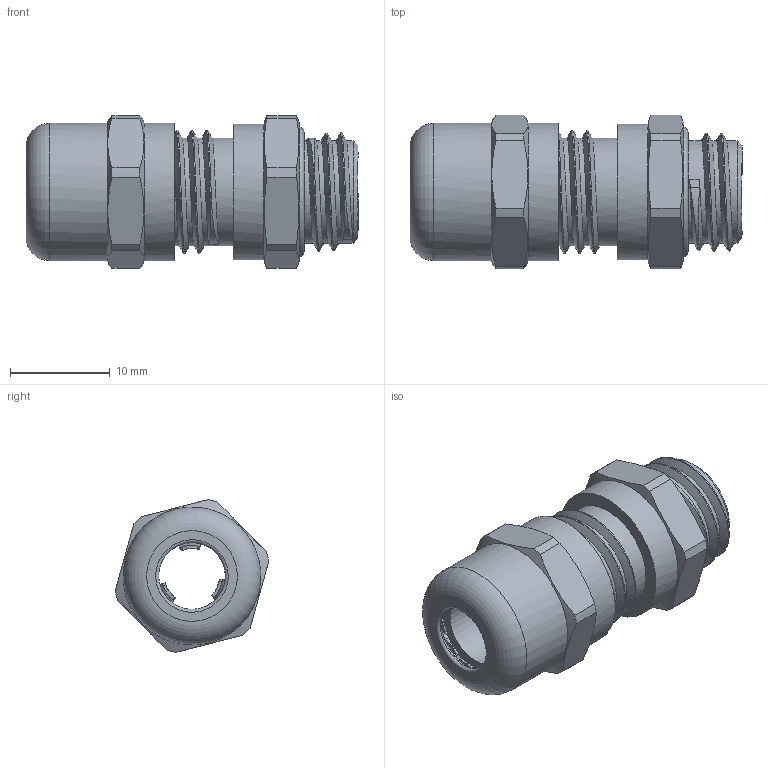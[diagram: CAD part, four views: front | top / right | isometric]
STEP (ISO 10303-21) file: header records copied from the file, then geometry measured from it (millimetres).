
FILE_DESCRIPTION(/* description */ ('Euro-Top-EMV-RAIL M 12x1,5'),/* implementation_level */ '2;1');
FILE_NAME(/* name */ 'R61086512-RST.stp',/* time_stamp */ '2022-02-03T10:35:14+01:00',/* author */ ('sl'),/* organization */ (''),/* preprocessor_version */ 'ST-DEVELOPER v16.5',/* originating_system */ 'Autodesk Inventor 2017',/* authorisation */ '');
FILE_SCHEMA (('AUTOMOTIVE_DESIGN { 1 0 10303 214 3 1 1 }'));
Length unit declared in the file: millimetre
Products named in the file (8): R61086512; 61086512; 61086516; 61086516_1; 61086512_1; 61086512_2; 61086512_3; 61086512_4
Assembly tree (7 placements, depth 2):
  R61086512
    61086512
    61086516
    61086516_1
    61086512_1
    61086512_2
    61086512_3
    61086512_4
Bounding box: 33.23 x 15.36 x 15.3 mm (x, y, z)
Volume: 2211.6 mm3; surface area: 5738 mm2
Topology: 7 solids, 7 shells, 287 faces, 778 edges, 508 vertices
Faces by surface type: plane 119, cylinder 92, torus 32, cone 26, bspline 18
Full cylindrical faces by diameter (mm): 6.65 x1, 6.91 x1, 7 x1, 8.08 x1, 8.22 x1, 8.45 x1, 8.69 x1, 8.8 x1, 8.82 x1, 9 x1, 9.14 x1, 9.7 x1, 9.71 x1, 9.74 x1, 9.99 x2, 10.298 x2, 10.39 x1, 10.808 x4, 11.18 x1, 11.26 x6, 12.782 x6, 13.298 x1, 13.61 x1, 13.79 x2
Entity records: 11812 total; most frequent: CARTESIAN_POINT 5202, ORIENTED_EDGE 1328, DIRECTION 1328, EDGE_CURVE 664, AXIS2_PLACEMENT_3D 549, VERTEX_POINT 458, EDGE_LOOP 334, CIRCLE 282
